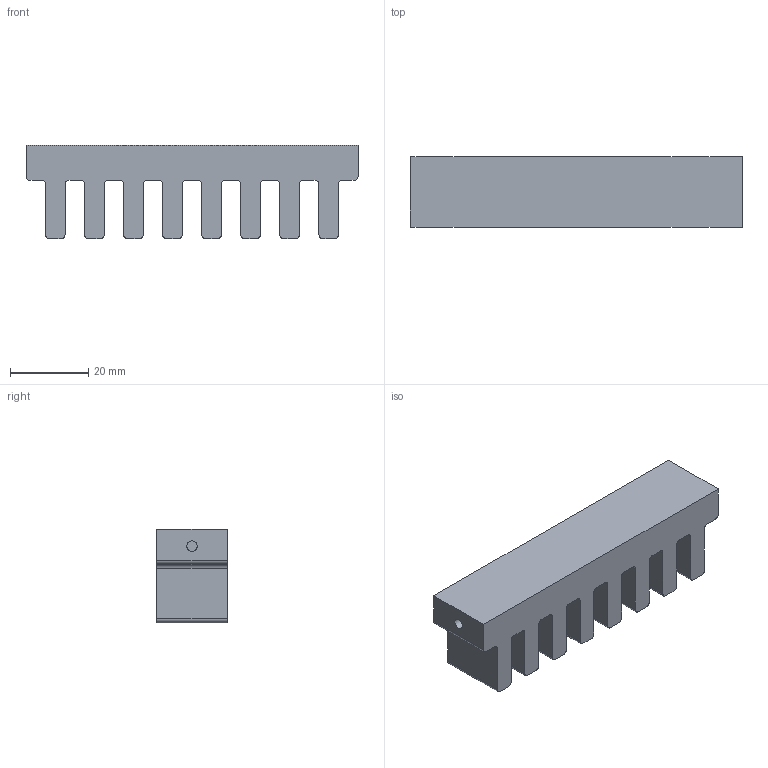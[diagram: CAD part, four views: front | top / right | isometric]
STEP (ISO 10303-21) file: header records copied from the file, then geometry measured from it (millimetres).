
FILE_DESCRIPTION(/* description */ (''),/* implementation_level */ '2;1');
FILE_NAME(/* name */ 'Dedo_v1_mod.step',/* time_stamp */ '2025-10-15T19:50:23-03:00',/* author */ (''),/* organization */ (''),/* preprocessor_version */ 'ST-DEVELOPER v20.1',/* originating_system */ 'Autodesk Translation Framework v14.10.0.0',/* authorisation */ '');
FILE_SCHEMA (('AUTOMOTIVE_DESIGN { 1 0 10303 214 3 1 1 }'));
Length unit declared in the file: millimetre
Products named in the file (2): Tapa; Dedo
Assembly tree (1 placements, depth 2):
  Tapa
    Dedo
Bounding box: 85 x 18 x 24 mm (x, y, z)
Volume: 20583.3 mm3; surface area: 14232.2 mm2
Topology: 1 solids, 1 shells, 313 faces, 773 edges, 463 vertices
Faces by surface type: cylinder 147, plane 106, sphere 32, torus 28
Full cylindrical faces by diameter (mm): 2.7 x1
Entity records: 9313 total; most frequent: CARTESIAN_POINT 1731, DIRECTION 1662, ORIENTED_EDGE 1546, EDGE_CURVE 773, AXIS2_PLACEMENT_3D 607, VERTEX_POINT 463, LINE 448, VECTOR 448
